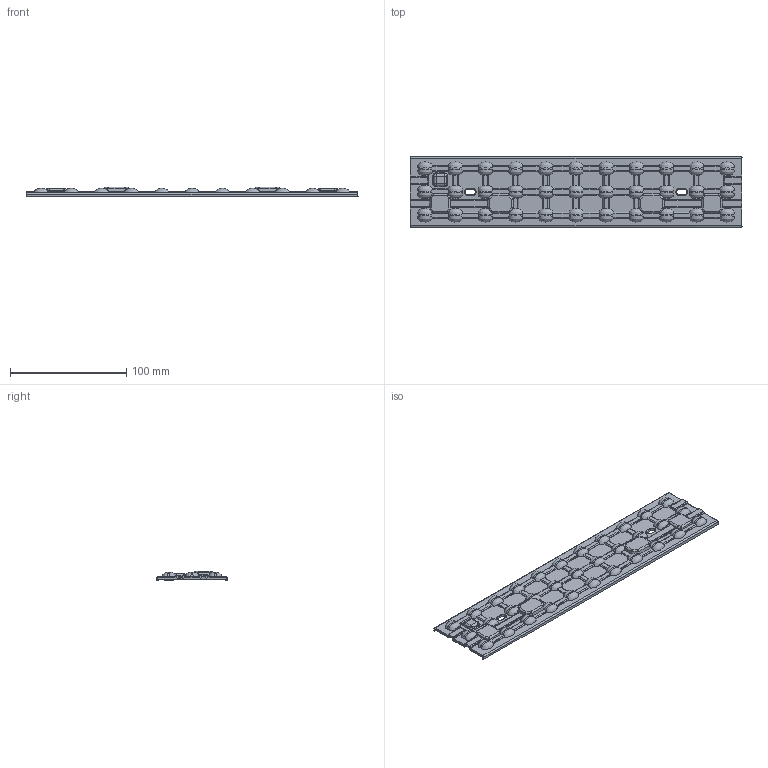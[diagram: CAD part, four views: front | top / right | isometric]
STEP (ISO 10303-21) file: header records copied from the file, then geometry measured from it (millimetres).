
FILE_DESCRIPTION (( 'STEP AP214' ), '1' );
FILE_NAME ('12956_Rev-1_DA_Tri_SymFlange_Customer.STEP', '2015-10-06T13:49:42', ( '' ), ( '' ), 'SwSTEP 2.0', 'SolidWorks 2014', '' );
FILE_SCHEMA (( 'AUTOMOTIVE_DESIGN' ));
Length unit declared in the file: millimetre
Products named in the file (1): 12956_Rev-1_DA_Tri_SymFlange_Customer
Bounding box: 286 x 61 x 8.2 mm (x, y, z)
Volume: 44664.6 mm3; surface area: 42814.1 mm2
Topology: 1 solids, 1 shells, 1725 faces, 4568 edges, 2858 vertices
Faces by surface type: plane 584, bspline 552, cylinder 475, sphere 72, cone 30, torus 12
Entity records: 79590 total; most frequent: CARTESIAN_POINT 43331, ORIENTED_EDGE 8988, DIRECTION 5248, EDGE_CURVE 4494, VERTEX_POINT 2858, VECTOR 1900, LINE 1900, EDGE_LOOP 1816
